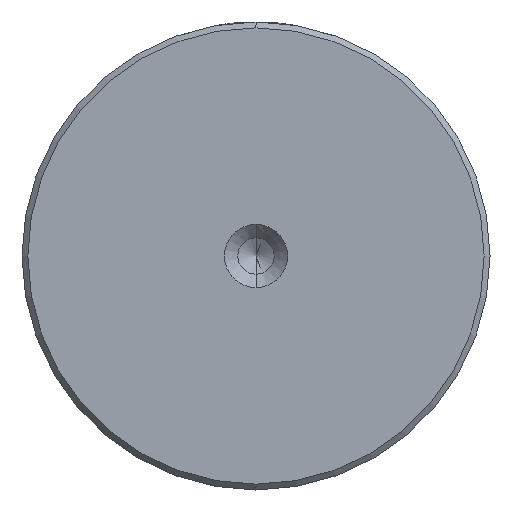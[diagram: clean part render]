
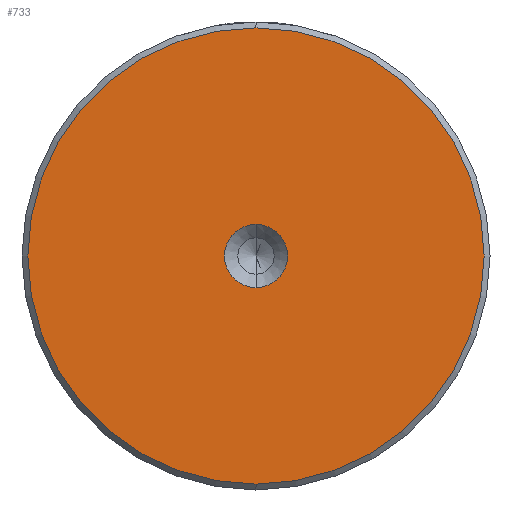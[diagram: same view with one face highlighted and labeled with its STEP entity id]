
A CAD part, left-side view. The second image highlights one B-rep face of the part: STEP entity #733.
In plain terms, the highlighted planar face has unit normal (-1, 0, 0).
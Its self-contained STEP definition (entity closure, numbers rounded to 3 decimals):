
#20 = CIRCLE ( 'NONE', #1849, 2.7 ) ;
#157 = CARTESIAN_POINT ( 'NONE',  ( 0., 0., 0. ) ) ;
#170 = DIRECTION ( 'NONE',  ( 0., 0., 1. ) ) ;
#240 = DIRECTION ( 'NONE',  ( 0., 0., 1. ) ) ;
#254 = PLANE ( 'NONE',  #511 ) ;
#361 = DIRECTION ( 'NONE',  ( 0., 0., 1. ) ) ;
#399 = DIRECTION ( 'NONE',  ( 0., 0., 1. ) ) ;
#511 = AXIS2_PLACEMENT_3D ( 'NONE', #1008, #635, #240 ) ;
#513 = EDGE_CURVE ( 'NONE', #1554, #1847, #2024, .T. ) ;
#601 = CIRCLE ( 'NONE', #637, 19.5 ) ;
#607 = CIRCLE ( 'NONE', #1602, 19.5 ) ;
#635 = DIRECTION ( 'NONE',  ( -1., 0., 0. ) ) ;
#637 = AXIS2_PLACEMENT_3D ( 'NONE', #2420, #2036, #1123 ) ;
#654 = FACE_BOUND ( 'NONE', #2446, .T. ) ;
#733 = ADVANCED_FACE ( 'NONE', ( #1662, #654 ), #254, .T. ) ;
#760 = EDGE_CURVE ( 'NONE', #2271, #1647, #601, .T. ) ;
#828 = ORIENTED_EDGE ( 'NONE', *, *, #760, .T. ) ;
#896 = CARTESIAN_POINT ( 'NONE',  ( 0., 0., 2.7 ) ) ;
#904 = CARTESIAN_POINT ( 'NONE',  ( 0., 0., -2.7 ) ) ;
#973 = DIRECTION ( 'NONE',  ( -1., 0., 0. ) ) ;
#980 = CARTESIAN_POINT ( 'NONE',  ( 0., 0., 0. ) ) ;
#1008 = CARTESIAN_POINT ( 'NONE',  ( 0., 0., 0. ) ) ;
#1123 = DIRECTION ( 'NONE',  ( 0., 0., 1. ) ) ;
#1319 = DIRECTION ( 'NONE',  ( -1., 0., 0. ) ) ;
#1369 = EDGE_LOOP ( 'NONE', ( #1808, #828 ) ) ;
#1502 = DIRECTION ( 'NONE',  ( -1., 0., 0. ) ) ;
#1554 = VERTEX_POINT ( 'NONE', #896 ) ;
#1602 = AXIS2_PLACEMENT_3D ( 'NONE', #157, #1502, #361 ) ;
#1618 = ORIENTED_EDGE ( 'NONE', *, *, #513, .F. ) ;
#1632 = ORIENTED_EDGE ( 'NONE', *, *, #1955, .F. ) ;
#1647 = VERTEX_POINT ( 'NONE', #1684 ) ;
#1662 = FACE_OUTER_BOUND ( 'NONE', #1369, .T. ) ;
#1684 = CARTESIAN_POINT ( 'NONE',  ( 0., 0., -19.5 ) ) ;
#1738 = AXIS2_PLACEMENT_3D ( 'NONE', #980, #973, #399 ) ;
#1808 = ORIENTED_EDGE ( 'NONE', *, *, #1940, .T. ) ;
#1847 = VERTEX_POINT ( 'NONE', #904 ) ;
#1849 = AXIS2_PLACEMENT_3D ( 'NONE', #2425, #1319, #170 ) ;
#1940 = EDGE_CURVE ( 'NONE', #1647, #2271, #607, .T. ) ;
#1955 = EDGE_CURVE ( 'NONE', #1847, #1554, #20, .T. ) ;
#2024 = CIRCLE ( 'NONE', #1738, 2.7 ) ;
#2036 = DIRECTION ( 'NONE',  ( -1., 0., 0. ) ) ;
#2192 = CARTESIAN_POINT ( 'NONE',  ( 0., 0., 19.5 ) ) ;
#2271 = VERTEX_POINT ( 'NONE', #2192 ) ;
#2420 = CARTESIAN_POINT ( 'NONE',  ( 0., 0., 0. ) ) ;
#2425 = CARTESIAN_POINT ( 'NONE',  ( 0., 0., 0. ) ) ;
#2446 = EDGE_LOOP ( 'NONE', ( #1618, #1632 ) ) ;
